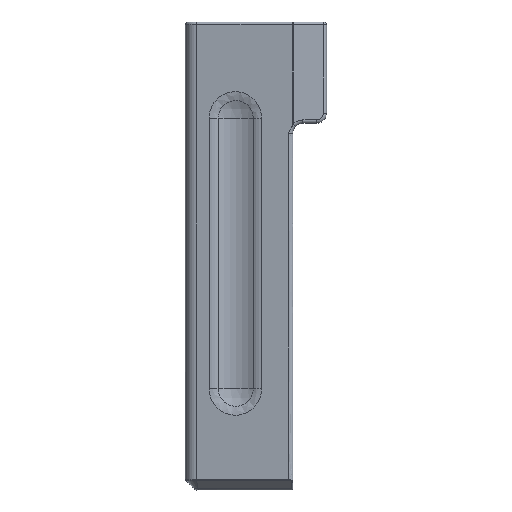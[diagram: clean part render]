
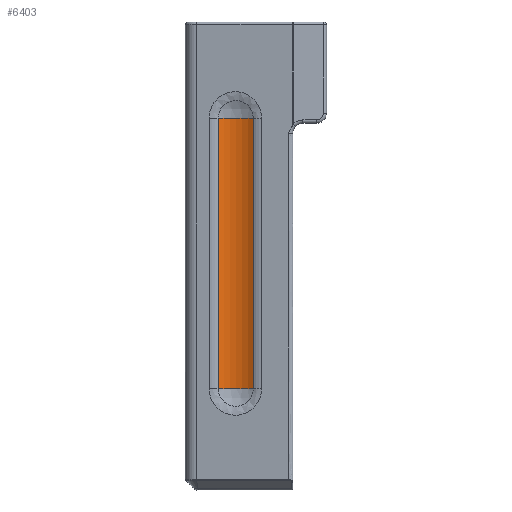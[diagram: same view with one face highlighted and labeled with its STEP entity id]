
A CAD part, top view. The second image highlights one B-rep face of the part: STEP entity #6403.
In plain terms, the highlighted cylindrical face has radius 12 mm (diameter 24 mm), a partial arc.
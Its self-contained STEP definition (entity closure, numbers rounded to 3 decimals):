
#819 = CYLINDRICAL_SURFACE('',#820,6.);
#820 = AXIS2_PLACEMENT_3D('',#821,#822,#823);
#821 = CARTESIAN_POINT('',(7.596,-40.,28.449));
#822 = DIRECTION('',(0.,1.,0.));
#823 = DIRECTION('',(-0.175,0.,0.985)
  );
#935 = CYLINDRICAL_SURFACE('',#936,6.);
#936 = AXIS2_PLACEMENT_3D('',#937,#938,#939);
#937 = CARTESIAN_POINT('',(-7.937,40.,
    25.69));
#938 = DIRECTION('',(0.,-1.,0.));
#939 = DIRECTION('',(-0.175,0.,0.985)
  );
#1727 = VERTEX_POINT('',#1728);
#1728 = CARTESIAN_POINT('',(4.064,-40.,33.299));
#1753 = EDGE_CURVE('',#1727,#1754,#1756,.T.);
#1754 = VERTEX_POINT('',#1755);
#1755 = CARTESIAN_POINT('',(4.064,40.,
    33.299));
#1756 = SURFACE_CURVE('',#1757,(#1761,#1768),.PCURVE_S1.);
#1757 = LINE('',#1758,#1759);
#1758 = CARTESIAN_POINT('',(4.064,-40.,33.299));
#1759 = VECTOR('',#1760,1.);
#1760 = DIRECTION('',(0.,1.,0.));
#1761 = PCURVE('',#819,#1762);
#1762 = DEFINITIONAL_REPRESENTATION('',(#1763),#1767);
#1763 = LINE('',#1764,#1765);
#1764 = CARTESIAN_POINT('',(-0.454,0.));
#1765 = VECTOR('',#1766,1.);
#1766 = DIRECTION('',(-0.,1.));
#1767 = ( GEOMETRIC_REPRESENTATION_CONTEXT(2) 
PARAMETRIC_REPRESENTATION_CONTEXT() REPRESENTATION_CONTEXT('2D SPACE',''
  ) );
#1768 = PCURVE('',#1769,#1774);
#1769 = CYLINDRICAL_SURFACE('',#1770,12.);
#1770 = AXIS2_PLACEMENT_3D('',#1771,#1772,#1773);
#1771 = CARTESIAN_POINT('',(-3.,-40.,43.));
#1772 = DIRECTION('',(0.,1.,0.));
#1773 = DIRECTION('',(0.,0.,1.));
#1774 = DEFINITIONAL_REPRESENTATION('',(#1775),#1779);
#1775 = LINE('',#1776,#1777);
#1776 = CARTESIAN_POINT('',(-3.771,0.));
#1777 = VECTOR('',#1778,1.);
#1778 = DIRECTION('',(-0.,1.));
#1779 = ( GEOMETRIC_REPRESENTATION_CONTEXT(2) 
PARAMETRIC_REPRESENTATION_CONTEXT() REPRESENTATION_CONTEXT('2D SPACE',''
  ) );
#1811 = VERTEX_POINT('',#1812);
#1812 = CARTESIAN_POINT('',(-6.291,-40.,31.46));
#1862 = SPHERICAL_SURFACE('',#1863,12.);
#1863 = AXIS2_PLACEMENT_3D('',#1864,#1865,#1866);
#1864 = CARTESIAN_POINT('',(-3.,-40.,43.));
#1865 = DIRECTION('',(0.,-1.,0.));
#1866 = DIRECTION('',(0.,0.,1.));
#1898 = VERTEX_POINT('',#1899);
#1899 = CARTESIAN_POINT('',(-6.291,40.,
    31.46));
#1924 = SPHERICAL_SURFACE('',#1925,12.);
#1925 = AXIS2_PLACEMENT_3D('',#1926,#1927,#1928);
#1926 = CARTESIAN_POINT('',(-3.,40.,43.));
#1927 = DIRECTION('',(0.,-1.,0.));
#1928 = DIRECTION('',(0.,0.,1.));
#1982 = EDGE_CURVE('',#1898,#1811,#1983,.T.);
#1983 = SURFACE_CURVE('',#1984,(#1988,#1995),.PCURVE_S1.);
#1984 = LINE('',#1985,#1986);
#1985 = CARTESIAN_POINT('',(-6.291,40.,
    31.46));
#1986 = VECTOR('',#1987,1.);
#1987 = DIRECTION('',(0.,-1.,0.));
#1988 = PCURVE('',#935,#1989);
#1989 = DEFINITIONAL_REPRESENTATION('',(#1990),#1994);
#1990 = LINE('',#1991,#1992);
#1991 = CARTESIAN_POINT('',(-0.454,0.));
#1992 = VECTOR('',#1993,1.);
#1993 = DIRECTION('',(-0.,1.));
#1994 = ( GEOMETRIC_REPRESENTATION_CONTEXT(2) 
PARAMETRIC_REPRESENTATION_CONTEXT() REPRESENTATION_CONTEXT('2D SPACE',''
  ) );
#1995 = PCURVE('',#1769,#1996);
#1996 = DEFINITIONAL_REPRESENTATION('',(#1997),#2001);
#1997 = LINE('',#1998,#1999);
#1998 = CARTESIAN_POINT('',(-2.864,80.));
#1999 = VECTOR('',#2000,1.);
#2000 = DIRECTION('',(-0.,-1.));
#2001 = ( GEOMETRIC_REPRESENTATION_CONTEXT(2) 
PARAMETRIC_REPRESENTATION_CONTEXT() REPRESENTATION_CONTEXT('2D SPACE',''
  ) );
#6403 = ADVANCED_FACE('',(#6404),#1769,.F.);
#6404 = FACE_BOUND('',#6405,.T.);
#6405 = EDGE_LOOP('',(#6406,#6428,#6429,#6451));
#6406 = ORIENTED_EDGE('',*,*,#6407,.F.);
#6407 = EDGE_CURVE('',#1898,#1754,#6408,.T.);
#6408 = SURFACE_CURVE('',#6409,(#6414,#6421),.PCURVE_S1.);
#6409 = CIRCLE('',#6410,12.);
#6410 = AXIS2_PLACEMENT_3D('',#6411,#6412,#6413);
#6411 = CARTESIAN_POINT('',(-3.,40.,43.));
#6412 = DIRECTION('',(0.,-1.,0.));
#6413 = DIRECTION('',(0.,0.,1.));
#6414 = PCURVE('',#1769,#6415);
#6415 = DEFINITIONAL_REPRESENTATION('',(#6416),#6420);
#6416 = LINE('',#6417,#6418);
#6417 = CARTESIAN_POINT('',(-0.,80.));
#6418 = VECTOR('',#6419,1.);
#6419 = DIRECTION('',(-1.,0.));
#6420 = ( GEOMETRIC_REPRESENTATION_CONTEXT(2) 
PARAMETRIC_REPRESENTATION_CONTEXT() REPRESENTATION_CONTEXT('2D SPACE',''
  ) );
#6421 = PCURVE('',#1924,#6422);
#6422 = DEFINITIONAL_REPRESENTATION('',(#6423),#6427);
#6423 = LINE('',#6424,#6425);
#6424 = CARTESIAN_POINT('',(0.,0.));
#6425 = VECTOR('',#6426,1.);
#6426 = DIRECTION('',(1.,0.));
#6427 = ( GEOMETRIC_REPRESENTATION_CONTEXT(2) 
PARAMETRIC_REPRESENTATION_CONTEXT() REPRESENTATION_CONTEXT('2D SPACE',''
  ) );
#6428 = ORIENTED_EDGE('',*,*,#1982,.T.);
#6429 = ORIENTED_EDGE('',*,*,#6430,.T.);
#6430 = EDGE_CURVE('',#1811,#1727,#6431,.T.);
#6431 = SURFACE_CURVE('',#6432,(#6437,#6444),.PCURVE_S1.);
#6432 = CIRCLE('',#6433,12.);
#6433 = AXIS2_PLACEMENT_3D('',#6434,#6435,#6436);
#6434 = CARTESIAN_POINT('',(-3.,-40.,43.));
#6435 = DIRECTION('',(0.,-1.,0.));
#6436 = DIRECTION('',(0.,0.,1.));
#6437 = PCURVE('',#1769,#6438);
#6438 = DEFINITIONAL_REPRESENTATION('',(#6439),#6443);
#6439 = LINE('',#6440,#6441);
#6440 = CARTESIAN_POINT('',(-0.,0.));
#6441 = VECTOR('',#6442,1.);
#6442 = DIRECTION('',(-1.,0.));
#6443 = ( GEOMETRIC_REPRESENTATION_CONTEXT(2) 
PARAMETRIC_REPRESENTATION_CONTEXT() REPRESENTATION_CONTEXT('2D SPACE',''
  ) );
#6444 = PCURVE('',#1862,#6445);
#6445 = DEFINITIONAL_REPRESENTATION('',(#6446),#6450);
#6446 = LINE('',#6447,#6448);
#6447 = CARTESIAN_POINT('',(0.,0.));
#6448 = VECTOR('',#6449,1.);
#6449 = DIRECTION('',(1.,0.));
#6450 = ( GEOMETRIC_REPRESENTATION_CONTEXT(2) 
PARAMETRIC_REPRESENTATION_CONTEXT() REPRESENTATION_CONTEXT('2D SPACE',''
  ) );
#6451 = ORIENTED_EDGE('',*,*,#1753,.T.);
